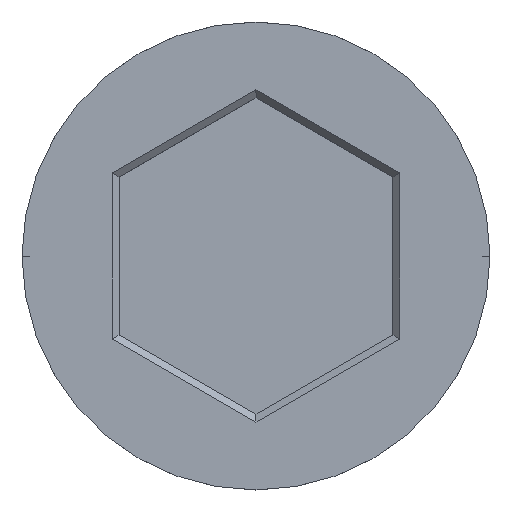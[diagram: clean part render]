
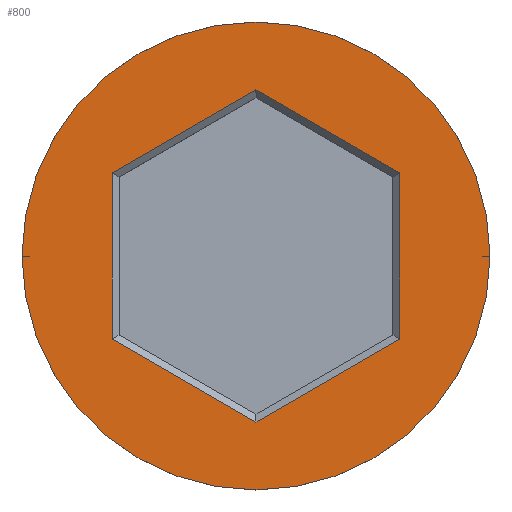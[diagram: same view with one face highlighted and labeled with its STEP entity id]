
A CAD part, top view. The second image highlights one B-rep face of the part: STEP entity #800.
In plain terms, the highlighted planar face has unit normal (0, 0, 1).
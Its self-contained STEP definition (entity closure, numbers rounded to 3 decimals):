
#5 = ORIENTED_EDGE ( 'NONE', *, *, #123, .T. ) ;
#27 = VERTEX_POINT ( 'NONE', #1242 ) ;
#37 = VERTEX_POINT ( 'NONE', #471 ) ;
#123 = EDGE_CURVE ( 'NONE', #1186, #323, #866, .T. ) ;
#130 = DIRECTION ( 'NONE',  ( 0., 1., 0. ) ) ;
#150 = EDGE_CURVE ( 'NONE', #27, #1512, #381, .T. ) ;
#154 = DIRECTION ( 'NONE',  ( 1., 0., 0. ) ) ;
#206 = EDGE_CURVE ( 'NONE', #37, #27, #1403, .T. ) ;
#239 = CARTESIAN_POINT ( 'NONE',  ( -4.15, -2.396, 0. ) ) ;
#276 = CARTESIAN_POINT ( 'NONE',  ( 0., 0., 0. ) ) ;
#278 = CARTESIAN_POINT ( 'NONE',  ( -4.15, 2.281, 0. ) ) ;
#286 = CARTESIAN_POINT ( 'NONE',  ( 4.15, -2.281, 0. ) ) ;
#297 = VECTOR ( 'NONE', #130, 1000. ) ;
#310 = ORIENTED_EDGE ( 'NONE', *, *, #150, .T. ) ;
#323 = VERTEX_POINT ( 'NONE', #1175 ) ;
#381 = LINE ( 'NONE', #876, #562 ) ;
#388 = EDGE_CURVE ( 'NONE', #1357, #507, #473, .T. ) ;
#391 = LINE ( 'NONE', #606, #498 ) ;
#400 = DIRECTION ( 'NONE',  ( 0., 0., 1. ) ) ;
#409 = DIRECTION ( 'NONE',  ( 1., 0., 0. ) ) ;
#465 = FACE_OUTER_BOUND ( 'NONE', #1534, .T. ) ;
#471 = CARTESIAN_POINT ( 'NONE',  ( 4.15, 2.396, 0. ) ) ;
#473 = LINE ( 'NONE', #846, #1569 ) ;
#498 = VECTOR ( 'NONE', #1107, 1000. ) ;
#499 = CARTESIAN_POINT ( 'NONE',  ( 0., 4.792, 0. ) ) ;
#502 = EDGE_CURVE ( 'NONE', #1048, #1357, #1258, .T. ) ;
#507 = VERTEX_POINT ( 'NONE', #499 ) ;
#519 = CARTESIAN_POINT ( 'NONE',  ( 0., 0., 0. ) ) ;
#523 = DIRECTION ( 'NONE',  ( 0., -1., 0. ) ) ;
#533 = CARTESIAN_POINT ( 'NONE',  ( 4.05, 2.454, 0. ) ) ;
#538 = AXIS2_PLACEMENT_3D ( 'NONE', #276, #1528, #409 ) ;
#544 = DIRECTION ( 'NONE',  ( 0.866, -0.5, 0. ) ) ;
#562 = VECTOR ( 'NONE', #750, 1000. ) ;
#577 = FACE_BOUND ( 'NONE', #1603, .T. ) ;
#581 = DIRECTION ( 'NONE',  ( 1., 0., 0. ) ) ;
#606 = CARTESIAN_POINT ( 'NONE',  ( -4.05, -2.454, 0. ) ) ;
#636 = ORIENTED_EDGE ( 'NONE', *, *, #941, .T. ) ;
#705 = AXIS2_PLACEMENT_3D ( 'NONE', #519, #400, #154 ) ;
#718 = CARTESIAN_POINT ( 'NONE',  ( 0., 0., 0. ) ) ;
#750 = DIRECTION ( 'NONE',  ( -0.866, -0.5, 0. ) ) ;
#778 = LINE ( 'NONE', #533, #1573 ) ;
#800 = ADVANCED_FACE ( 'NONE', ( #577, #465 ), #1457, .T. ) ;
#846 = CARTESIAN_POINT ( 'NONE',  ( -0.1, 4.734, 0. ) ) ;
#866 = CIRCLE ( 'NONE', #705, 6.75 ) ;
#868 = CIRCLE ( 'NONE', #538, 6.75 ) ;
#876 = CARTESIAN_POINT ( 'NONE',  ( 0.1, -4.734, 0. ) ) ;
#929 = ORIENTED_EDGE ( 'NONE', *, *, #502, .T. ) ;
#934 = CARTESIAN_POINT ( 'NONE',  ( -6.75, 0., 0. ) ) ;
#941 = EDGE_CURVE ( 'NONE', #1512, #1048, #391, .T. ) ;
#948 = VECTOR ( 'NONE', #523, 1000. ) ;
#962 = CARTESIAN_POINT ( 'NONE',  ( -4.15, 2.396, 0. ) ) ;
#1028 = ORIENTED_EDGE ( 'NONE', *, *, #1102, .T. ) ;
#1048 = VERTEX_POINT ( 'NONE', #239 ) ;
#1088 = DIRECTION ( 'NONE',  ( 0.866, 0.5, 0. ) ) ;
#1102 = EDGE_CURVE ( 'NONE', #507, #37, #778, .T. ) ;
#1106 = ORIENTED_EDGE ( 'NONE', *, *, #388, .T. ) ;
#1107 = DIRECTION ( 'NONE',  ( -0.866, 0.5, 0. ) ) ;
#1108 = EDGE_CURVE ( 'NONE', #323, #1186, #868, .T. ) ;
#1175 = CARTESIAN_POINT ( 'NONE',  ( 6.75, 0., 0. ) ) ;
#1180 = AXIS2_PLACEMENT_3D ( 'NONE', #718, #1443, #581 ) ;
#1186 = VERTEX_POINT ( 'NONE', #934 ) ;
#1242 = CARTESIAN_POINT ( 'NONE',  ( 4.15, -2.396, 0. ) ) ;
#1258 = LINE ( 'NONE', #278, #297 ) ;
#1352 = ORIENTED_EDGE ( 'NONE', *, *, #1108, .T. ) ;
#1357 = VERTEX_POINT ( 'NONE', #962 ) ;
#1403 = LINE ( 'NONE', #286, #948 ) ;
#1418 = ORIENTED_EDGE ( 'NONE', *, *, #206, .T. ) ;
#1443 = DIRECTION ( 'NONE',  ( 0., 0., 1. ) ) ;
#1457 = PLANE ( 'NONE',  #1180 ) ;
#1512 = VERTEX_POINT ( 'NONE', #1532 ) ;
#1528 = DIRECTION ( 'NONE',  ( 0., 0., 1. ) ) ;
#1532 = CARTESIAN_POINT ( 'NONE',  ( 0., -4.792, 0. ) ) ;
#1534 = EDGE_LOOP ( 'NONE', ( #1352, #5 ) ) ;
#1569 = VECTOR ( 'NONE', #1088, 1000. ) ;
#1573 = VECTOR ( 'NONE', #544, 1000. ) ;
#1603 = EDGE_LOOP ( 'NONE', ( #636, #929, #1106, #1028, #1418, #310 ) ) ;
